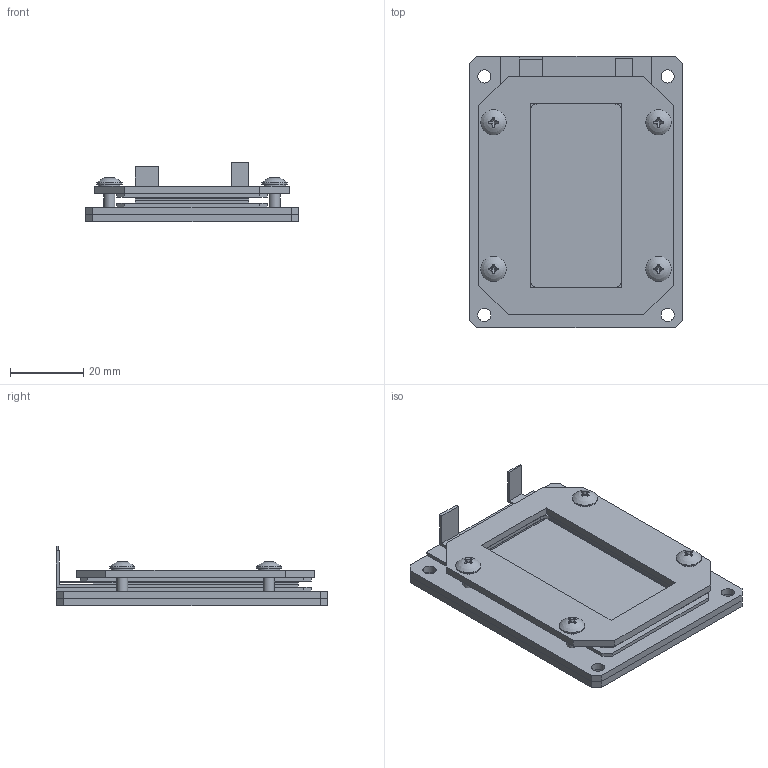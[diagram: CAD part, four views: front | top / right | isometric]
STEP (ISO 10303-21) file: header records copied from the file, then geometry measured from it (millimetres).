
FILE_DESCRIPTION(/* description */ (''),/* implementation_level */ '2;1');
FILE_NAME(/* name */ '汎用除湿素子外形図.stp',/* time_stamp */ '2023-06-27T14:50:17+09:00',/* author */ ('Yoshii.Kazuma'),/* organization */ (''),/* preprocessor_version */ 'ST-DEVELOPER v17.2',/* originating_system */ 'Autodesk Inventor 2019',/* authorisation */ '');
FILE_SCHEMA (('AUTOMOTIVE_DESIGN { 1 0 10303 214 3 1 1 }'));
Length unit declared in the file: millimetre
Products named in the file (11): 汎用除湿素子外形図; パッキン大_M-3J1R; ユニットベース_M3J1R; (＋)給電極板_RDH-3J; (－)給電極板_3J; パッキン(小)A_3J1; 3J除湿素子_3J; 押え板_3J; パッキン(小)_3J1; JIS B 1256 - 3x6; JIS B 1111 - M3x8
Assembly tree (16 placements, depth 2):
  汎用除湿素子外形図
    パッキン大_M-3J1R
    ユニットベース_M3J1R
    (＋)給電極板_RDH-3J
    (－)給電極板_3J
    パッキン(小)A_3J1
    3J除湿素子_3J
    押え板_3J
    パッキン(小)_3J1
    JIS B 1256 - 3x6  x4
    JIS B 1111 - M3x8  x4
Bounding box: 58 x 74 x 16.24 mm (x, y, z)
Volume: 19963.1 mm3; surface area: 31793 mm2
Topology: 16 solids, 16 shells, 250 faces, 670 edges, 456 vertices
Faces by surface type: plane 170, cylinder 52, bspline 16, sphere 4, torus 4, cone 4
Full cylindrical faces by diameter (mm): 2.459 x4, 2.5 x4, 3 x4, 3.2 x4, 3.6 x8, 4 x8, 6 x4, 6.9 x4
Entity records: 6068 total; most frequent: CARTESIAN_POINT 1272, DIRECTION 916, ORIENTED_EDGE 896, EDGE_CURVE 448, LINE 312, VECTOR 312, VERTEX_POINT 306, AXIS2_PLACEMENT_3D 302
